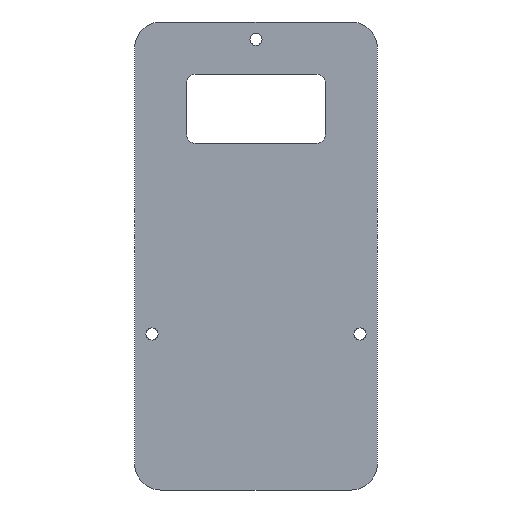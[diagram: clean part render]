
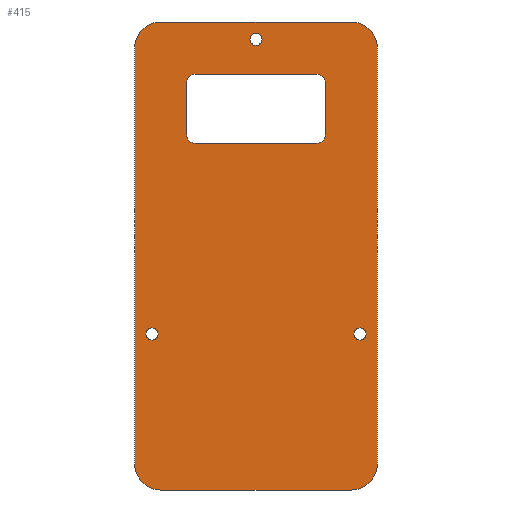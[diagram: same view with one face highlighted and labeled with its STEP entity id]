
A CAD part, front view. The second image highlights one B-rep face of the part: STEP entity #415.
In plain terms, the highlighted planar face has unit normal (0, -1, 0).
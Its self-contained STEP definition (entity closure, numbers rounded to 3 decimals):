
#19=FACE_BOUND('',#79,.T.);
#20=FACE_BOUND('',#80,.T.);
#21=FACE_BOUND('',#81,.T.);
#22=FACE_BOUND('',#82,.T.);
#32=PLANE('',#472);
#53=FACE_OUTER_BOUND('',#78,.T.);
#78=EDGE_LOOP('',(#365,#366,#367,#368,#369,#370,#371,#372));
#79=EDGE_LOOP('',(#373,#374,#375,#376,#377,#378,#379,#380));
#80=EDGE_LOOP('',(#381));
#81=EDGE_LOOP('',(#382));
#82=EDGE_LOOP('',(#383));
#87=LINE('',#611,#122);
#90=LINE('',#622,#125);
#94=LINE('',#634,#129);
#97=LINE('',#643,#132);
#106=LINE('',#677,#141);
#112=LINE('',#698,#147);
#116=LINE('',#709,#151);
#117=LINE('',#711,#152);
#122=VECTOR('',#487,10.);
#125=VECTOR('',#498,10.);
#129=VECTOR('',#510,10.);
#132=VECTOR('',#521,10.);
#141=VECTOR('',#556,10.);
#147=VECTOR('',#576,10.);
#151=VECTOR('',#590,10.);
#152=VECTOR('',#593,10.);
#154=CIRCLE('',#432,2.5);
#156=CIRCLE('',#436,2.5);
#158=CIRCLE('',#440,2.5);
#160=CIRCLE('',#444,2.5);
#162=CIRCLE('',#448,1.75);
#164=CIRCLE('',#451,1.75);
#166=CIRCLE('',#454,1.75);
#168=CIRCLE('',#457,7.5);
#172=CIRCLE('',#464,7.5);
#173=CIRCLE('',#467,7.5);
#174=CIRCLE('',#469,7.5);
#177=VERTEX_POINT('',#601);
#178=VERTEX_POINT('',#603);
#180=VERTEX_POINT('',#609);
#183=VERTEX_POINT('',#616);
#184=VERTEX_POINT('',#618);
#187=VERTEX_POINT('',#628);
#188=VERTEX_POINT('',#630);
#190=VERTEX_POINT('',#639);
#192=VERTEX_POINT('',#648);
#194=VERTEX_POINT('',#654);
#196=VERTEX_POINT('',#660);
#199=VERTEX_POINT('',#667);
#200=VERTEX_POINT('',#669);
#202=VERTEX_POINT('',#675);
#208=VERTEX_POINT('',#691);
#209=VERTEX_POINT('',#693);
#210=VERTEX_POINT('',#697);
#211=VERTEX_POINT('',#701);
#212=VERTEX_POINT('',#705);
#215=EDGE_CURVE('',#177,#178,#154,.T.);
#219=EDGE_CURVE('',#177,#180,#87,.T.);
#222=EDGE_CURVE('',#183,#184,#156,.T.);
#224=EDGE_CURVE('',#183,#178,#90,.T.);
#228=EDGE_CURVE('',#187,#188,#158,.T.);
#230=EDGE_CURVE('',#187,#184,#94,.T.);
#234=EDGE_CURVE('',#190,#180,#160,.T.);
#235=EDGE_CURVE('',#190,#188,#97,.T.);
#239=EDGE_CURVE('',#192,#192,#162,.T.);
#242=EDGE_CURVE('',#194,#194,#164,.T.);
#245=EDGE_CURVE('',#196,#196,#166,.T.);
#248=EDGE_CURVE('',#199,#200,#168,.T.);
#252=EDGE_CURVE('',#202,#199,#106,.T.);
#260=EDGE_CURVE('',#208,#209,#172,.T.);
#262=EDGE_CURVE('',#209,#210,#112,.T.);
#264=EDGE_CURVE('',#210,#211,#173,.T.);
#267=EDGE_CURVE('',#212,#202,#174,.T.);
#268=EDGE_CURVE('',#211,#212,#116,.T.);
#269=EDGE_CURVE('',#200,#208,#117,.T.);
#365=ORIENTED_EDGE('',*,*,#248,.F.);
#366=ORIENTED_EDGE('',*,*,#252,.F.);
#367=ORIENTED_EDGE('',*,*,#267,.F.);
#368=ORIENTED_EDGE('',*,*,#268,.F.);
#369=ORIENTED_EDGE('',*,*,#264,.F.);
#370=ORIENTED_EDGE('',*,*,#262,.F.);
#371=ORIENTED_EDGE('',*,*,#260,.F.);
#372=ORIENTED_EDGE('',*,*,#269,.F.);
#373=ORIENTED_EDGE('',*,*,#230,.T.);
#374=ORIENTED_EDGE('',*,*,#222,.F.);
#375=ORIENTED_EDGE('',*,*,#224,.T.);
#376=ORIENTED_EDGE('',*,*,#215,.F.);
#377=ORIENTED_EDGE('',*,*,#219,.T.);
#378=ORIENTED_EDGE('',*,*,#234,.F.);
#379=ORIENTED_EDGE('',*,*,#235,.T.);
#380=ORIENTED_EDGE('',*,*,#228,.F.);
#381=ORIENTED_EDGE('',*,*,#239,.T.);
#382=ORIENTED_EDGE('',*,*,#242,.T.);
#383=ORIENTED_EDGE('',*,*,#245,.T.);
#415=ADVANCED_FACE('',(#53,#19,#20,#21,#22),#32,.F.);
#432=AXIS2_PLACEMENT_3D('',#604,#480,#481);
#436=AXIS2_PLACEMENT_3D('',#619,#493,#494);
#440=AXIS2_PLACEMENT_3D('',#631,#505,#506);
#444=AXIS2_PLACEMENT_3D('',#641,#517,#518);
#448=AXIS2_PLACEMENT_3D('',#650,#528,#529);
#451=AXIS2_PLACEMENT_3D('',#656,#535,#536);
#454=AXIS2_PLACEMENT_3D('',#662,#542,#543);
#457=AXIS2_PLACEMENT_3D('',#670,#549,#550);
#464=AXIS2_PLACEMENT_3D('',#694,#571,#572);
#467=AXIS2_PLACEMENT_3D('',#702,#580,#581);
#469=AXIS2_PLACEMENT_3D('',#707,#586,#587);
#472=AXIS2_PLACEMENT_3D('',#712,#594,#595);
#480=DIRECTION('center_axis',(0.,-1.,0.));
#481=DIRECTION('ref_axis',(-0.707,0.,0.707));
#487=DIRECTION('',(1.,0.,0.));
#493=DIRECTION('center_axis',(0.,-1.,0.));
#494=DIRECTION('ref_axis',(-0.707,0.,-0.707));
#498=DIRECTION('',(0.,0.,1.));
#505=DIRECTION('center_axis',(0.,-1.,0.));
#506=DIRECTION('ref_axis',(0.707,0.,-0.707));
#510=DIRECTION('',(-1.,0.,0.));
#517=DIRECTION('center_axis',(0.,-1.,0.));
#518=DIRECTION('ref_axis',(0.707,0.,0.707));
#521=DIRECTION('',(0.,0.,-1.));
#528=DIRECTION('center_axis',(0.,1.,0.));
#529=DIRECTION('ref_axis',(-1.,0.,0.));
#535=DIRECTION('center_axis',(0.,1.,0.));
#536=DIRECTION('ref_axis',(-1.,0.,0.));
#542=DIRECTION('center_axis',(0.,1.,0.));
#543=DIRECTION('ref_axis',(-1.,0.,0.));
#549=DIRECTION('center_axis',(0.,1.,0.));
#550=DIRECTION('ref_axis',(0.707,0.,-0.707));
#556=DIRECTION('',(0.,0.,-1.));
#571=DIRECTION('center_axis',(0.,1.,0.));
#572=DIRECTION('ref_axis',(-0.707,0.,-0.707));
#576=DIRECTION('',(0.,0.,1.));
#580=DIRECTION('center_axis',(0.,1.,0.));
#581=DIRECTION('ref_axis',(-0.707,0.,0.707));
#586=DIRECTION('center_axis',(0.,1.,0.));
#587=DIRECTION('ref_axis',(0.707,0.,0.707));
#590=DIRECTION('',(1.,0.,0.));
#593=DIRECTION('',(-1.,0.,0.));
#594=DIRECTION('center_axis',(0.,1.,0.));
#595=DIRECTION('ref_axis',(1.,0.,0.));
#601=CARTESIAN_POINT('',(-17.5,0.,52.5));
#603=CARTESIAN_POINT('',(-20.,0.,50.));
#604=CARTESIAN_POINT('Origin',(-17.5,0.,50.));
#609=CARTESIAN_POINT('',(17.5,0.,52.5));
#611=CARTESIAN_POINT('',(10.,0.,52.5));
#616=CARTESIAN_POINT('',(-20.,0.,35.));
#618=CARTESIAN_POINT('',(-17.5,0.,32.5));
#619=CARTESIAN_POINT('Origin',(-17.5,0.,35.));
#622=CARTESIAN_POINT('',(-20.,0.,26.25));
#628=CARTESIAN_POINT('',(17.5,0.,32.5));
#630=CARTESIAN_POINT('',(20.,0.,35.));
#631=CARTESIAN_POINT('Origin',(17.5,0.,35.));
#634=CARTESIAN_POINT('',(-10.,0.,32.5));
#639=CARTESIAN_POINT('',(20.,0.,50.));
#641=CARTESIAN_POINT('Origin',(17.5,0.,50.));
#643=CARTESIAN_POINT('',(20.,0.,16.25));
#648=CARTESIAN_POINT('',(-28.25,0.,-22.5));
#650=CARTESIAN_POINT('Origin',(-30.,0.,-22.5));
#654=CARTESIAN_POINT('',(31.75,0.,-22.5));
#656=CARTESIAN_POINT('Origin',(30.,0.,-22.5));
#660=CARTESIAN_POINT('',(1.75,0.,62.5));
#662=CARTESIAN_POINT('Origin',(0.,0.,62.5));
#667=CARTESIAN_POINT('',(35.,0.,-60.));
#669=CARTESIAN_POINT('',(27.5,0.,-67.5));
#670=CARTESIAN_POINT('Origin',(27.5,0.,-60.));
#675=CARTESIAN_POINT('',(35.,0.,60.));
#677=CARTESIAN_POINT('',(35.,0.,67.5));
#691=CARTESIAN_POINT('',(-27.5,0.,-67.5));
#693=CARTESIAN_POINT('',(-35.,0.,-60.));
#694=CARTESIAN_POINT('Origin',(-27.5,0.,-60.));
#697=CARTESIAN_POINT('',(-35.,0.,60.));
#698=CARTESIAN_POINT('',(-35.,0.,-67.5));
#701=CARTESIAN_POINT('',(-27.5,0.,67.5));
#702=CARTESIAN_POINT('Origin',(-27.5,0.,60.));
#705=CARTESIAN_POINT('',(27.5,0.,67.5));
#707=CARTESIAN_POINT('Origin',(27.5,0.,60.));
#709=CARTESIAN_POINT('',(-35.,0.,67.5));
#711=CARTESIAN_POINT('',(35.,0.,-67.5));
#712=CARTESIAN_POINT('Origin',(0.,0.,0.));
